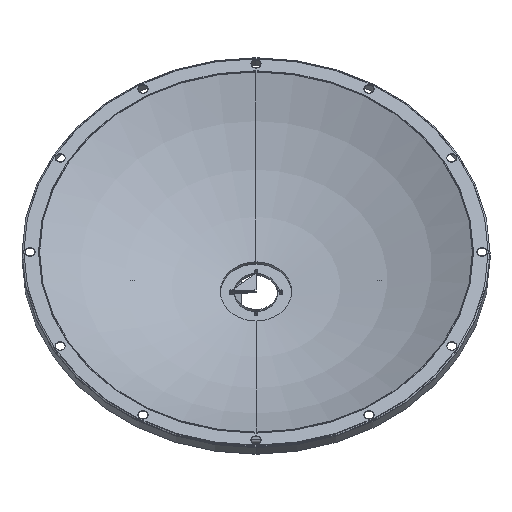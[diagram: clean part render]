
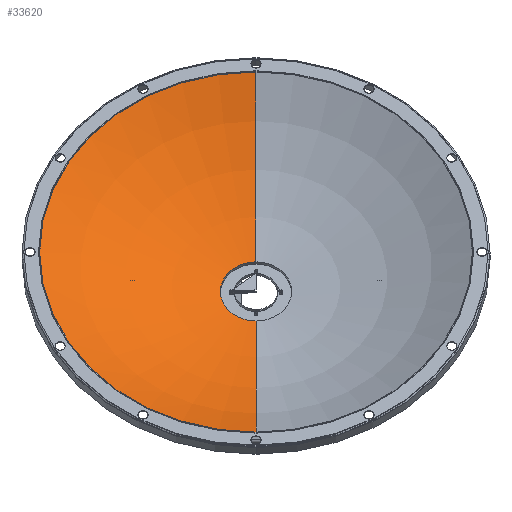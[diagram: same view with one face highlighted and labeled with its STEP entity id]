
A CAD part, top view. The second image highlights one B-rep face of the part: STEP entity #33620.
In plain terms, the highlighted toroidal (fillet/blend) face has major radius 0 mm and minor radius 503.716 mm.
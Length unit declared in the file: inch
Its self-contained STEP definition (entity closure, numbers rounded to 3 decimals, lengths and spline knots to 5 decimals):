
#954 = CARTESIAN_POINT ( 'NONE',  ( 0., -15.83132, 0. ) ) ;
#969 = DIRECTION ( 'NONE',  ( 0., -1., 0. ) ) ;
#970 = DIRECTION ( 'NONE',  ( 0., 0., -1. ) ) ;
#1717 = FACE_OUTER_BOUND ( 'NONE', #16193, .T. ) ;
#1725 = TOROIDAL_SURFACE ( 'NONE', #80369, 0., 19.83132 ) ;
#5797 = ORIENTED_EDGE ( 'NONE', *, *, #9110, .T. ) ;
#5798 = ORIENTED_EDGE ( 'NONE', *, *, #9111, .T. ) ;
#5799 = ORIENTED_EDGE ( 'NONE', *, *, #9112, .F. ) ;
#5800 = ORIENTED_EDGE ( 'NONE', *, *, #9113, .F. ) ;
#9110 = EDGE_CURVE ( 'NONE', #46327, #77596, #52607, .T. ) ;
#9111 = EDGE_CURVE ( 'NONE', #77596, #77588, #52610, .T. ) ;
#9112 = EDGE_CURVE ( 'NONE', #77164, #77588, #52613, .T. ) ;
#9113 = EDGE_CURVE ( 'NONE', #46327, #77164, #52615, .T. ) ;
#16193 = EDGE_LOOP ( 'NONE', ( #5797, #5798, #5799, #5800 ) ) ;
#28297 = CARTESIAN_POINT ( 'NONE',  ( 0., 3.90468, -1.942 ) ) ;
#31172 = CARTESIAN_POINT ( 'NONE',  ( 0., 3.90468, 0. ) ) ;
#31173 = DIRECTION ( 'NONE',  ( 0., -1., 0. ) ) ;
#31174 = DIRECTION ( 'NONE',  ( 0., 0., -1. ) ) ;
#31176 = CARTESIAN_POINT ( 'NONE',  ( 0., -15.83132, 0. ) ) ;
#31177 = DIRECTION ( 'NONE',  ( 1., 0., 0. ) ) ;
#31178 = DIRECTION ( 'NONE',  ( 0., 0., -1. ) ) ;
#31179 = CARTESIAN_POINT ( 'NONE',  ( 0., 0.06793, 0. ) ) ;
#31180 = DIRECTION ( 'NONE',  ( 0., -1., 0. ) ) ;
#31181 = DIRECTION ( 'NONE',  ( 0., 0., -1. ) ) ;
#31182 = CARTESIAN_POINT ( 'NONE',  ( 0., -15.83132, 0. ) ) ;
#31183 = DIRECTION ( 'NONE',  ( -1., 0., 0. ) ) ;
#31184 = DIRECTION ( 'NONE',  ( 0., 0., 1. ) ) ;
#33620 = ADVANCED_FACE ( 'NONE', ( #1717 ), #1725, .T. ) ;
#46327 = VERTEX_POINT ( 'NONE', #28297 ) ;
#52607 = CIRCLE ( 'NONE', #59770, 1.942 ) ;
#52610 = CIRCLE ( 'NONE', #59772, 19.83132 ) ;
#52613 = CIRCLE ( 'NONE', #59775, 11.85306 ) ;
#52615 = CIRCLE ( 'NONE', #59776, 19.83132 ) ;
#58112 = CARTESIAN_POINT ( 'NONE',  ( 0., 0.06793, -11.85306 ) ) ;
#58773 = CARTESIAN_POINT ( 'NONE',  ( 0., 0.06793, 11.85306 ) ) ;
#58792 = CARTESIAN_POINT ( 'NONE',  ( 0., 3.90468, 1.942 ) ) ;
#59770 = AXIS2_PLACEMENT_3D ( 'NONE', #31172, #31173, #31174 ) ;
#59772 = AXIS2_PLACEMENT_3D ( 'NONE', #31176, #31177, #31178 ) ;
#59775 = AXIS2_PLACEMENT_3D ( 'NONE', #31179, #31180, #31181 ) ;
#59776 = AXIS2_PLACEMENT_3D ( 'NONE', #31182, #31183, #31184 ) ;
#77164 = VERTEX_POINT ( 'NONE', #58112 ) ;
#77588 = VERTEX_POINT ( 'NONE', #58773 ) ;
#77596 = VERTEX_POINT ( 'NONE', #58792 ) ;
#80369 = AXIS2_PLACEMENT_3D ( 'NONE', #954, #969, #970 ) ;
